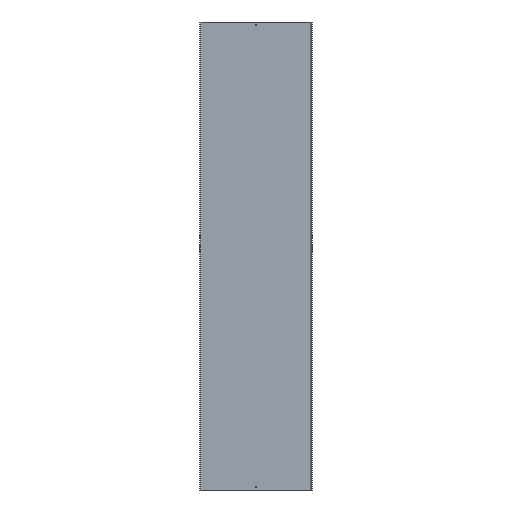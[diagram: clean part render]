
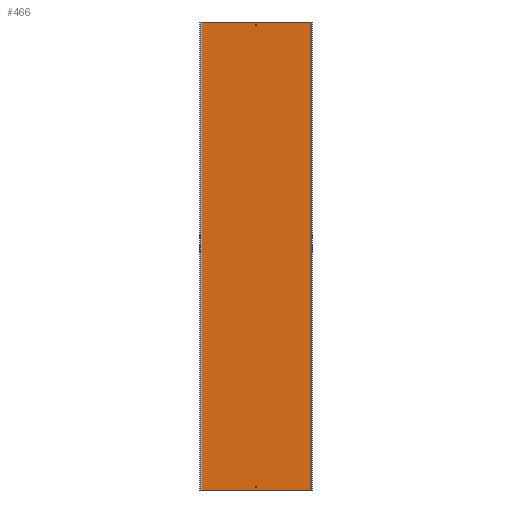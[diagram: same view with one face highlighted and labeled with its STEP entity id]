
A CAD part, front view. The second image highlights one B-rep face of the part: STEP entity #466.
In plain terms, the highlighted planar face has unit normal (0, -1, 0).
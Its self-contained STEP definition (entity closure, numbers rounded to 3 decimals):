
#1 = AXIS2_PLACEMENT_3D ( 'NONE', #166, #451, #74 ) ;
#22 = LINE ( 'NONE', #351, #539 ) ;
#36 = ORIENTED_EDGE ( 'NONE', *, *, #56, .F. ) ;
#45 = VERTEX_POINT ( 'NONE', #71 ) ;
#47 = VERTEX_POINT ( 'NONE', #265 ) ;
#56 = EDGE_CURVE ( 'NONE', #330, #553, #112, .T. ) ;
#60 = VECTOR ( 'NONE', #606, 1000. ) ;
#62 = DIRECTION ( 'NONE',  ( 0., -1., 0. ) ) ;
#71 = CARTESIAN_POINT ( 'NONE',  ( 2.75, -2., 1236. ) ) ;
#74 = DIRECTION ( 'NONE',  ( -1., 0., 0. ) ) ;
#81 = DIRECTION ( 'NONE',  ( -1., 0., 0. ) ) ;
#89 = ORIENTED_EDGE ( 'NONE', *, *, #203, .T. ) ;
#95 = EDGE_CURVE ( 'NONE', #246, #47, #22, .T. ) ;
#100 = VERTEX_POINT ( 'NONE', #591 ) ;
#107 = CIRCLE ( 'NONE', #431, 2.75 ) ;
#109 = VECTOR ( 'NONE', #229, 1000. ) ;
#112 = LINE ( 'NONE', #346, #564 ) ;
#136 = ORIENTED_EDGE ( 'NONE', *, *, #226, .F. ) ;
#141 = EDGE_CURVE ( 'NONE', #45, #100, #503, .T. ) ;
#163 = CARTESIAN_POINT ( 'NONE',  ( 291.616, -2., 1250. ) ) ;
#166 = CARTESIAN_POINT ( 'NONE',  ( 294., -2., 1250. ) ) ;
#169 = ORIENTED_EDGE ( 'NONE', *, *, #141, .F. ) ;
#178 = CARTESIAN_POINT ( 'NONE',  ( 2.75, -2., -1236. ) ) ;
#203 = EDGE_CURVE ( 'NONE', #330, #246, #311, .T. ) ;
#218 = AXIS2_PLACEMENT_3D ( 'NONE', #409, #511, #81 ) ;
#221 = EDGE_CURVE ( 'NONE', #553, #47, #514, .T. ) ;
#226 = EDGE_CURVE ( 'NONE', #596, #276, #338, .T. ) ;
#229 = DIRECTION ( 'NONE',  ( 0., 0., -1. ) ) ;
#244 = CIRCLE ( 'NONE', #284, 2.75 ) ;
#246 = VERTEX_POINT ( 'NONE', #612 ) ;
#252 = ORIENTED_EDGE ( 'NONE', *, *, #95, .T. ) ;
#258 = FACE_BOUND ( 'NONE', #493, .T. ) ;
#263 = CARTESIAN_POINT ( 'NONE',  ( 0., -2., -1236. ) ) ;
#265 = CARTESIAN_POINT ( 'NONE',  ( 291.616, -2., -1250. ) ) ;
#266 = FACE_OUTER_BOUND ( 'NONE', #331, .T. ) ;
#276 = VERTEX_POINT ( 'NONE', #178 ) ;
#284 = AXIS2_PLACEMENT_3D ( 'NONE', #263, #541, #590 ) ;
#288 = CARTESIAN_POINT ( 'NONE',  ( -291.616, -2., 1250. ) ) ;
#307 = DIRECTION ( 'NONE',  ( 1., 0., 0. ) ) ;
#311 = LINE ( 'NONE', #357, #109 ) ;
#328 = ORIENTED_EDGE ( 'NONE', *, *, #529, .F. ) ;
#330 = VERTEX_POINT ( 'NONE', #288 ) ;
#331 = EDGE_LOOP ( 'NONE', ( #252, #517, #36, #89 ) ) ;
#336 = FACE_BOUND ( 'NONE', #381, .T. ) ;
#338 = CIRCLE ( 'NONE', #218, 2.75 ) ;
#343 = CARTESIAN_POINT ( 'NONE',  ( 0., -2., 1236. ) ) ;
#346 = CARTESIAN_POINT ( 'NONE',  ( 294., -2., 1250. ) ) ;
#351 = CARTESIAN_POINT ( 'NONE',  ( 294., -2., -1250. ) ) ;
#356 = DIRECTION ( 'NONE',  ( 0., -1., 0. ) ) ;
#357 = CARTESIAN_POINT ( 'NONE',  ( -291.616, -2., 1250. ) ) ;
#381 = EDGE_LOOP ( 'NONE', ( #136, #328 ) ) ;
#409 = CARTESIAN_POINT ( 'NONE',  ( 0., -2., -1236. ) ) ;
#431 = AXIS2_PLACEMENT_3D ( 'NONE', #593, #356, #549 ) ;
#451 = DIRECTION ( 'NONE',  ( 0., 1., 0. ) ) ;
#452 = DIRECTION ( 'NONE',  ( -1., 0., 0. ) ) ;
#466 = ADVANCED_FACE ( 'NONE', ( #336, #258, #266 ), #501, .F. ) ;
#467 = CARTESIAN_POINT ( 'NONE',  ( 291.616, -2., 1250. ) ) ;
#484 = ORIENTED_EDGE ( 'NONE', *, *, #495, .F. ) ;
#493 = EDGE_LOOP ( 'NONE', ( #484, #169 ) ) ;
#495 = EDGE_CURVE ( 'NONE', #100, #45, #107, .T. ) ;
#501 = PLANE ( 'NONE',  #1 ) ;
#503 = CIRCLE ( 'NONE', #527, 2.75 ) ;
#511 = DIRECTION ( 'NONE',  ( 0., -1., 0. ) ) ;
#514 = LINE ( 'NONE', #467, #60 ) ;
#517 = ORIENTED_EDGE ( 'NONE', *, *, #221, .F. ) ;
#527 = AXIS2_PLACEMENT_3D ( 'NONE', #343, #62, #452 ) ;
#529 = EDGE_CURVE ( 'NONE', #276, #596, #244, .T. ) ;
#539 = VECTOR ( 'NONE', #307, 1000. ) ;
#541 = DIRECTION ( 'NONE',  ( 0., -1., 0. ) ) ;
#543 = DIRECTION ( 'NONE',  ( 1., 0., 0. ) ) ;
#549 = DIRECTION ( 'NONE',  ( -1., 0., 0. ) ) ;
#553 = VERTEX_POINT ( 'NONE', #163 ) ;
#561 = CARTESIAN_POINT ( 'NONE',  ( -2.75, -2., -1236. ) ) ;
#564 = VECTOR ( 'NONE', #543, 1000. ) ;
#590 = DIRECTION ( 'NONE',  ( -1., 0., 0. ) ) ;
#591 = CARTESIAN_POINT ( 'NONE',  ( -2.75, -2., 1236. ) ) ;
#593 = CARTESIAN_POINT ( 'NONE',  ( 0., -2., 1236. ) ) ;
#596 = VERTEX_POINT ( 'NONE', #561 ) ;
#606 = DIRECTION ( 'NONE',  ( 0., 0., -1. ) ) ;
#612 = CARTESIAN_POINT ( 'NONE',  ( -291.616, -2., -1250. ) ) ;
